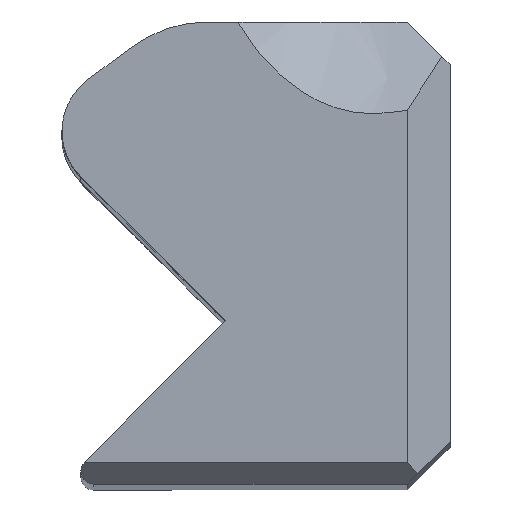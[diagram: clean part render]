
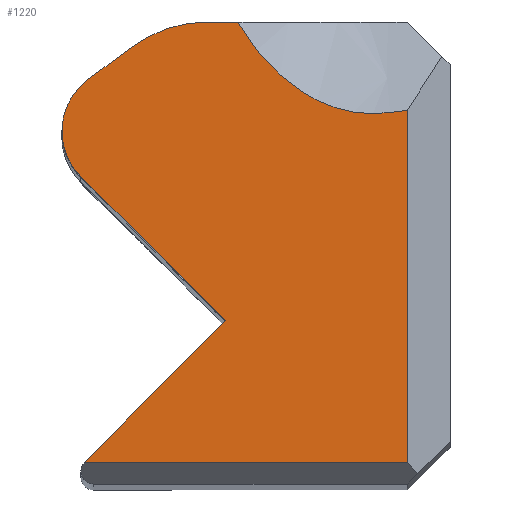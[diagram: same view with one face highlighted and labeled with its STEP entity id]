
A CAD part, top view. The second image highlights one B-rep face of the part: STEP entity #1220.
In plain terms, the highlighted planar face has unit normal (0, 0, 1).
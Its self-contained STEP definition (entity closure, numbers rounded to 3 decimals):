
#17 = LINE ( 'NONE', #739, #1284 ) ;
#27 = ORIENTED_EDGE ( 'NONE', *, *, #89, .T. ) ;
#67 = DIRECTION ( 'NONE',  ( 0., 0., 1. ) ) ;
#72 = VECTOR ( 'NONE', #547, 1000. ) ;
#89 = EDGE_CURVE ( 'NONE', #816, #703, #1230, .T. ) ;
#91 = CARTESIAN_POINT ( 'NONE',  ( -8.548, 0.488, 0. ) ) ;
#99 = ORIENTED_EDGE ( 'NONE', *, *, #1439, .T. ) ;
#112 = CARTESIAN_POINT ( 'NONE',  ( -3.152, 8.968, 0. ) ) ;
#114 = EDGE_CURVE ( 'NONE', #452, #1311, #622, .T. ) ;
#117 = EDGE_CURVE ( 'NONE', #1376, #760, #210, .T. ) ;
#118 = VERTEX_POINT ( 'NONE', #1099 ) ;
#129 = DIRECTION ( 'NONE',  ( 0., 0., 1. ) ) ;
#135 = FACE_OUTER_BOUND ( 'NONE', #415, .T. ) ;
#144 = VERTEX_POINT ( 'NONE', #492 ) ;
#148 = AXIS2_PLACEMENT_3D ( 'NONE', #1407, #67, #1154 ) ;
#177 = CARTESIAN_POINT ( 'NONE',  ( -5.657, 10.783, 0. ) ) ;
#210 = LINE ( 'NONE', #1345, #1248 ) ;
#233 = DIRECTION ( 'NONE',  ( 1., 0., 0. ) ) ;
#237 = CARTESIAN_POINT ( 'NONE',  ( -4.955, 10.783, 0. ) ) ;
#241 = CARTESIAN_POINT ( 'NONE',  ( -2.397, 8.697, 0. ) ) ;
#247 = AXIS2_PLACEMENT_3D ( 'NONE', #1586, #129, #365 ) ;
#304 = ORIENTED_EDGE ( 'NONE', *, *, #1475, .T. ) ;
#306 = VERTEX_POINT ( 'NONE', #1034 ) ;
#310 = ORIENTED_EDGE ( 'NONE', *, *, #459, .F. ) ;
#313 = EDGE_CURVE ( 'NONE', #144, #452, #902, .T. ) ;
#349 = CARTESIAN_POINT ( 'NONE',  ( -4.521, 10.113, 0. ) ) ;
#353 = CARTESIAN_POINT ( 'NONE',  ( -1.1, 8.708, 0. ) ) ;
#365 = DIRECTION ( 'NONE',  ( 1., 0., 0. ) ) ;
#368 = AXIS2_PLACEMENT_3D ( 'NONE', #1590, #1452, #724 ) ;
#395 = LINE ( 'NONE', #783, #1388 ) ;
#412 = AXIS2_PLACEMENT_3D ( 'NONE', #978, #1343, #1097 ) ;
#415 = EDGE_LOOP ( 'NONE', ( #517, #1600, #682, #310, #99, #1100, #1098, #27, #304, #983 ) ) ;
#452 = VERTEX_POINT ( 'NONE', #906 ) ;
#459 = EDGE_CURVE ( 'NONE', #118, #998, #395, .T. ) ;
#492 = CARTESIAN_POINT ( 'NONE',  ( -5.657, 10.783, 0. ) ) ;
#517 = ORIENTED_EDGE ( 'NONE', *, *, #114, .F. ) ;
#526 = EDGE_CURVE ( 'NONE', #760, #816, #1423, .T. ) ;
#547 = DIRECTION ( 'NONE',  ( 0., 1., 0. ) ) ;
#566 = CARTESIAN_POINT ( 'NONE',  ( -1., 8.722, 0. ) ) ;
#618 = DIRECTION ( 'NONE',  ( 0.709, -0.705, 0. ) ) ;
#622 = B_SPLINE_CURVE_WITH_KNOTS ( 'NONE', 3,
 ( #237, #1228, #349, #1469, #854, #112, #1212, #1463, #241, #1105, #728, #1093, #843, #969, #353, #1218 ),
 .UNSPECIFIED., .F., .F.,
 ( 4, 2, 2, 2, 2, 2, 2, 4 ),
 ( 0., 0.001, 0.002, 0.003, 0.004, 0.004, 0.004, 0.005 ),
 .UNSPECIFIED. ) ;
#682 = ORIENTED_EDGE ( 'NONE', *, *, #781, .T. ) ;
#696 = CARTESIAN_POINT ( 'NONE',  ( -5.247, 3.807, 0. ) ) ;
#703 = VERTEX_POINT ( 'NONE', #91 ) ;
#724 = DIRECTION ( 'NONE',  ( 1., 0., 0. ) ) ;
#728 = CARTESIAN_POINT ( 'NONE',  ( -1.802, 8.633, 0. ) ) ;
#730 = LINE ( 'NONE', #1035, #72 ) ;
#739 = CARTESIAN_POINT ( 'NONE',  ( -7.567, 0.488, 0. ) ) ;
#743 = CARTESIAN_POINT ( 'NONE',  ( -8.537, 0.5, 0. ) ) ;
#760 = VERTEX_POINT ( 'NONE', #1080 ) ;
#781 = EDGE_CURVE ( 'NONE', #144, #998, #918, .T. ) ;
#783 = CARTESIAN_POINT ( 'NONE',  ( -7.447, 10.189, 0. ) ) ;
#784 = CARTESIAN_POINT ( 'NONE',  ( -7.447, 10.189, 0. ) ) ;
#792 = DIRECTION ( 'NONE',  ( 0.802, 0.597, 0. ) ) ;
#807 = PLANE ( 'NONE',  #148 ) ;
#816 = VERTEX_POINT ( 'NONE', #743 ) ;
#843 = CARTESIAN_POINT ( 'NONE',  ( -1.4, 8.668, 0. ) ) ;
#854 = CARTESIAN_POINT ( 'NONE',  ( -3.669, 9.269, 0. ) ) ;
#885 = VECTOR ( 'NONE', #1429, 1000. ) ;
#902 = LINE ( 'NONE', #177, #1188 ) ;
#906 = CARTESIAN_POINT ( 'NONE',  ( -4.955, 10.783, 0. ) ) ;
#918 = CIRCLE ( 'NONE', #412, 3. ) ;
#969 = CARTESIAN_POINT ( 'NONE',  ( -1.2, 8.695, 0. ) ) ;
#978 = CARTESIAN_POINT ( 'NONE',  ( -5.657, 7.783, 0. ) ) ;
#983 = ORIENTED_EDGE ( 'NONE', *, *, #1143, .T. ) ;
#998 = VERTEX_POINT ( 'NONE', #784 ) ;
#1034 = CARTESIAN_POINT ( 'NONE',  ( -1., 0.488, 0. ) ) ;
#1035 = CARTESIAN_POINT ( 'NONE',  ( -1., 8.231, 0. ) ) ;
#1080 = CARTESIAN_POINT ( 'NONE',  ( -5.247, 3.807, 0. ) ) ;
#1093 = CARTESIAN_POINT ( 'NONE',  ( -1.5, 8.654, 0. ) ) ;
#1097 = DIRECTION ( 'NONE',  ( 1., 0., 0. ) ) ;
#1098 = ORIENTED_EDGE ( 'NONE', *, *, #526, .T. ) ;
#1099 = CARTESIAN_POINT ( 'NONE',  ( -8.463, 9.434, 0. ) ) ;
#1100 = ORIENTED_EDGE ( 'NONE', *, *, #117, .T. ) ;
#1105 = CARTESIAN_POINT ( 'NONE',  ( -2.004, 8.641, 0. ) ) ;
#1143 = EDGE_CURVE ( 'NONE', #306, #1311, #730, .T. ) ;
#1154 = DIRECTION ( 'NONE',  ( 1., 0., 0. ) ) ;
#1186 = CIRCLE ( 'NONE', #368, 1.5 ) ;
#1188 = VECTOR ( 'NONE', #1389, 1000. ) ;
#1212 = CARTESIAN_POINT ( 'NONE',  ( -2.969, 8.882, 0. ) ) ;
#1217 = CARTESIAN_POINT ( 'NONE',  ( -8.625, 7.167, 0. ) ) ;
#1218 = CARTESIAN_POINT ( 'NONE',  ( -1., 8.722, 0. ) ) ;
#1220 = ADVANCED_FACE ( 'NONE', ( #135 ), #807, .T. ) ;
#1228 = CARTESIAN_POINT ( 'NONE',  ( -4.753, 10.435, 0. ) ) ;
#1230 = CIRCLE ( 'NONE', #247, 0.3 ) ;
#1248 = VECTOR ( 'NONE', #618, 1000. ) ;
#1284 = VECTOR ( 'NONE', #233, 1000. ) ;
#1311 = VERTEX_POINT ( 'NONE', #566 ) ;
#1343 = DIRECTION ( 'NONE',  ( 0., 0., 1. ) ) ;
#1345 = CARTESIAN_POINT ( 'NONE',  ( -8.625, 7.167, 0. ) ) ;
#1376 = VERTEX_POINT ( 'NONE', #1217 ) ;
#1388 = VECTOR ( 'NONE', #792, 1000. ) ;
#1389 = DIRECTION ( 'NONE',  ( 1., 0., 0. ) ) ;
#1407 = CARTESIAN_POINT ( 'NONE',  ( -7.567, 8.231, 0. ) ) ;
#1423 = LINE ( 'NONE', #696, #885 ) ;
#1429 = DIRECTION ( 'NONE',  ( -0.705, -0.709, 0. ) ) ;
#1439 = EDGE_CURVE ( 'NONE', #118, #1376, #1186, .T. ) ;
#1452 = DIRECTION ( 'NONE',  ( 0., 0., 1. ) ) ;
#1463 = CARTESIAN_POINT ( 'NONE',  ( -2.59, 8.746, 0. ) ) ;
#1469 = CARTESIAN_POINT ( 'NONE',  ( -3.982, 9.531, 0. ) ) ;
#1475 = EDGE_CURVE ( 'NONE', #703, #306, #17, .T. ) ;
#1586 = CARTESIAN_POINT ( 'NONE',  ( -8.324, 0.288, 0. ) ) ;
#1590 = CARTESIAN_POINT ( 'NONE',  ( -7.567, 8.231, 0. ) ) ;
#1600 = ORIENTED_EDGE ( 'NONE', *, *, #313, .F. ) ;
